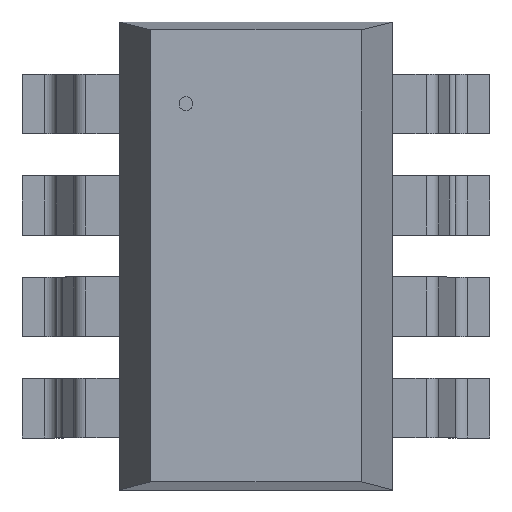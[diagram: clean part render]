
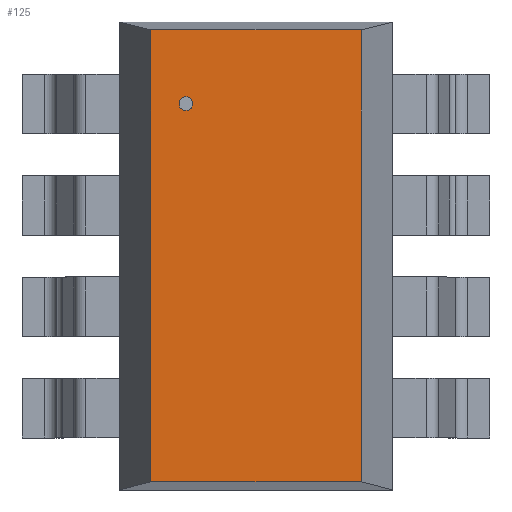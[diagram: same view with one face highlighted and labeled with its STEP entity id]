
A CAD part, top view. The second image highlights one B-rep face of the part: STEP entity #125.
In plain terms, the highlighted planar face has unit normal (0, 0, 1).
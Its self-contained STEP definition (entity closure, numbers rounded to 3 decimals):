
#125=ADVANCED_FACE($,(#131),#126,.F.);
#126=PLANE($,#127);
#127=AXIS2_PLACEMENT_3D($,#128,#129,#130);
#128=CARTESIAN_POINT('Origin',(-0.673,-1.448,1.448));
#129=DIRECTION('center_axis',(0.0,0.0,-1.0));
#130=DIRECTION('ref_axis',(0.,1.,0.));
#131=FACE_OUTER_BOUND($,#132,.T.);
#132=EDGE_LOOP($,(#133,#143,#153,#163));
#133=ORIENTED_EDGE($,*,*,#134,.F.);
#134=EDGE_CURVE($,#135,#137,#139,.T.);
#135=VERTEX_POINT($,#136);
#136=CARTESIAN_POINT('',(0.673,-1.448,1.448));
#137=VERTEX_POINT($,#138);
#138=CARTESIAN_POINT('',(-0.673,-1.448,1.448));
#139=LINE($,#140,#141);
#140=CARTESIAN_POINT($,(0.673,-1.448,1.448));
#141=VECTOR($,#142,1.346);
#142=DIRECTION($,(-1.0,0.0,0.0));
#143=ORIENTED_EDGE($,*,*,#144,.F.);
#144=EDGE_CURVE($,#145,#147,#149,.T.);
#145=VERTEX_POINT($,#146);
#146=CARTESIAN_POINT('',(0.673,1.448,1.448));
#147=VERTEX_POINT($,#136);
#149=LINE($,#150,#151);
#150=CARTESIAN_POINT($,(0.673,1.448,1.448));
#151=VECTOR($,#152,2.896);
#152=DIRECTION($,(0.0,-1.0,0.0));
#153=ORIENTED_EDGE($,*,*,#154,.F.);
#154=EDGE_CURVE($,#155,#157,#159,.T.);
#155=VERTEX_POINT($,#156);
#156=CARTESIAN_POINT('',(-0.673,1.448,1.448));
#157=VERTEX_POINT($,#146);
#159=LINE($,#160,#161);
#160=CARTESIAN_POINT($,(-0.673,1.448,1.448));
#161=VECTOR($,#162,1.346);
#162=DIRECTION($,(1.0,0.0,0.0));
#163=ORIENTED_EDGE($,*,*,#164,.F.);
#164=EDGE_CURVE($,#165,#167,#169,.T.);
#165=VERTEX_POINT($,#138);
#167=VERTEX_POINT($,#156);
#169=LINE($,#170,#171);
#170=CARTESIAN_POINT($,(-0.673,-1.448,1.448));
#171=VECTOR($,#172,2.896);
#172=DIRECTION($,(0.0,1.0,0.0));
